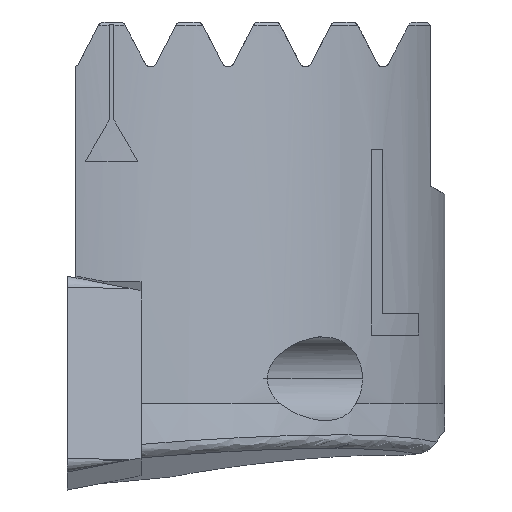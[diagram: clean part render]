
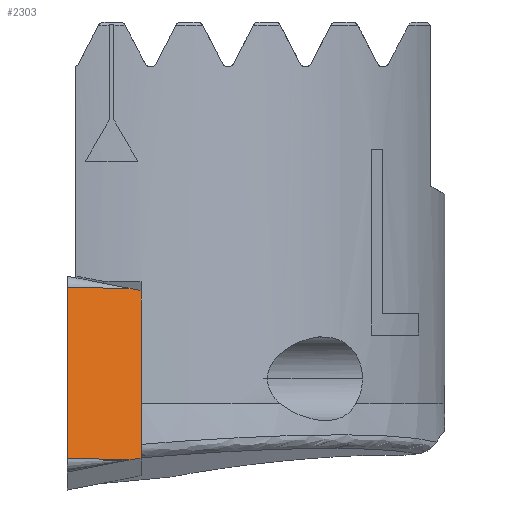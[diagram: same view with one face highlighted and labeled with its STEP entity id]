
A CAD part, left-side view. The second image highlights one B-rep face of the part: STEP entity #2303.
In plain terms, the highlighted planar face has unit normal (-0.976, -0.191, 0.103).
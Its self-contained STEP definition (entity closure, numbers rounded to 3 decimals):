
#1301=VERTEX_POINT('NONE',#3482);
#1513=EDGE_CURVE('NONE',#1301,#3233,#3711,.T.);
#1565=EDGE_CURVE('NONE',#2945,#1301,#3767,.T.);
#1571=VERTEX_POINT('NONE',#3773);
#1933=VERTEX_POINT('NONE',#4161);
#2063=EDGE_CURVE('NONE',#3211,#1933,#4302,.T.);
#2303=ADVANCED_FACE('NONE',(#4573),#4574,.T.);
#2577=EDGE_CURVE('NONE',#1571,#1933,#4874,.T.);
#2735=EDGE_CURVE('NONE',#3233,#3211,#5043,.T.);
#2747=EDGE_CURVE('NONE',#2945,#1571,#5057,.T.);
#2945=VERTEX_POINT('NONE',#5275);
#3211=VERTEX_POINT('NONE',#5562);
#3233=VERTEX_POINT('NONE',#5586);
#3482=CARTESIAN_POINT('',(0.469,-2.38,1.036));
#3711=LINE('',#6424,#6425);
#3767=LINE('',#6539,#6540);
#3773=CARTESIAN_POINT('',(0.98,-2.058,6.5));
#4161=CARTESIAN_POINT('',(0.582,0.,6.542));
#4302=LINE('',#7536,#7537);
#4573=FACE_OUTER_BOUND('',#8802,.T.);
#4574=PLANE('',#8803);
#4874=LINE('',#9307,#9308);
#5043=LINE('',#9651,#9652);
#5057=LINE('',#9681,#9682);
#5275=CARTESIAN_POINT('',(1.036,-2.38,6.431));
#5562=CARTESIAN_POINT('',(0.002,0.,1.022));
#5586=CARTESIAN_POINT('',(0.4,-2.058,0.98));
#6424=CARTESIAN_POINT('',(-0.024,-0.072,0.637));
#6425=VECTOR('',#11114,1000.0);
#6539=CARTESIAN_POINT('',(0.462,-2.38,0.974));
#6540=VECTOR('',#11172,1000.0);
#7536=CARTESIAN_POINT('',(0.002,0.,1.022));
#7537=VECTOR('',#11714,1000.0);
#8802=EDGE_LOOP('',(#12069,#12070,#12071,#12072,#12073,#12074));
#8803=AXIS2_PLACEMENT_3D('',#12075,#12076,#12077);
#9307=CARTESIAN_POINT('',(0.582,0.,6.542));
#9308=VECTOR('',#12416,1000.0);
#9651=CARTESIAN_POINT('',(0.002,0.,1.022));
#9652=VECTOR('',#12579,1000.0);
#9681=CARTESIAN_POINT('',(0.81,-1.075,6.71));
#9682=VECTOR('',#12617,1000.0);
#11114=DIRECTION('',(-0.206,0.964,-0.167));
#11172=DIRECTION('',(-0.105,0.,-0.995));
#11714=DIRECTION('',(0.105,0.,0.995));
#12069=ORIENTED_EDGE('',*,*,#1565,.F.);
#12070=ORIENTED_EDGE('',*,*,#2747,.T.);
#12071=ORIENTED_EDGE('',*,*,#2577,.T.);
#12072=ORIENTED_EDGE('',*,*,#2063,.F.);
#12073=ORIENTED_EDGE('',*,*,#2735,.F.);
#12074=ORIENTED_EDGE('',*,*,#1513,.F.);
#12075=CARTESIAN_POINT('',(0.002,0.,1.022));
#12076=DIRECTION('',(-0.976,-0.191,0.103));
#12077=DIRECTION('',(-0.19,0.982,0.02));
#12416=DIRECTION('',(-0.19,0.982,0.02));
#12579=DIRECTION('',(-0.19,0.982,0.02));
#12617=DIRECTION('',(-0.167,0.964,0.206));
